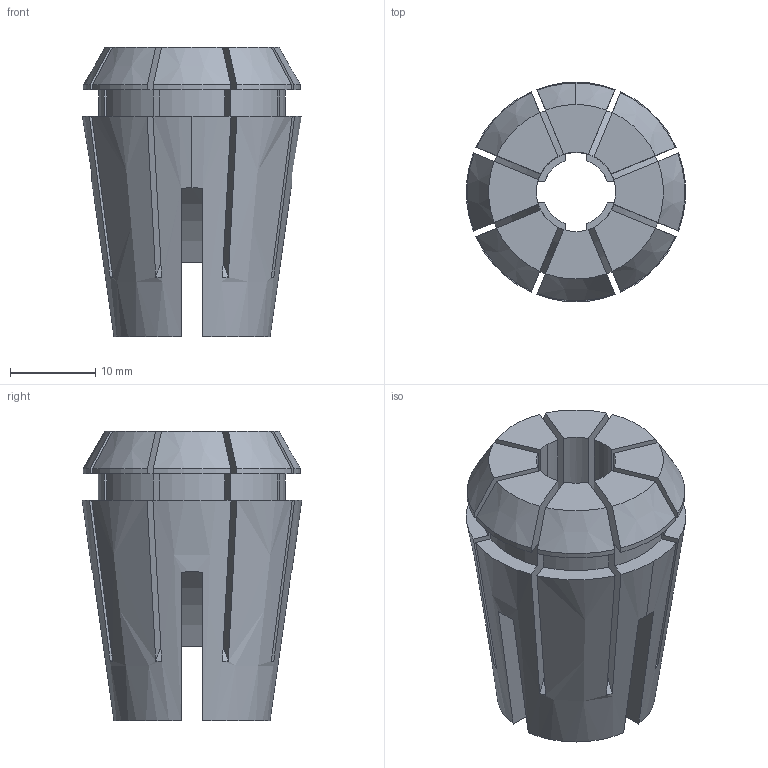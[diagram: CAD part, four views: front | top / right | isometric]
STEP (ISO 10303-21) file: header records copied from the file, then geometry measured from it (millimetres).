
FILE_DESCRIPTION (( 'STEP AP203' ), '1' );
FILE_NAME ('STP-5250-117-025-17-0(254.25-367).STEP', '2023-11-07T05:31:55', ( '' ), ( '' ), 'SwSTEP 2.0', 'SolidWorks 2017', '' );
FILE_SCHEMA (( 'CONFIG_CONTROL_DESIGN' ));
Length unit declared in the file: millimetre
Products named in the file (1): STP-5250-117-025-17-0(254.25-367)
Bounding box: 25.75 x 25.82 x 34 mm (x, y, z)
Volume: 9439.3 mm3; surface area: 7036.5 mm2
Topology: 1 solids, 1 shells, 110 faces, 326 edges, 217 vertices
Faces by surface type: plane 57, cylinder 42, cone 11
Entity records: 3882 total; most frequent: CARTESIAN_POINT 872, ORIENTED_EDGE 652, DIRECTION 597, EDGE_CURVE 326, AXIS2_PLACEMENT_3D 228, VERTEX_POINT 217, VECTOR 141, LINE 141
